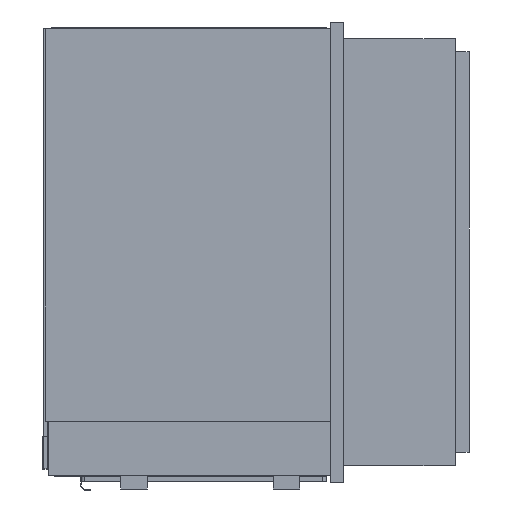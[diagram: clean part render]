
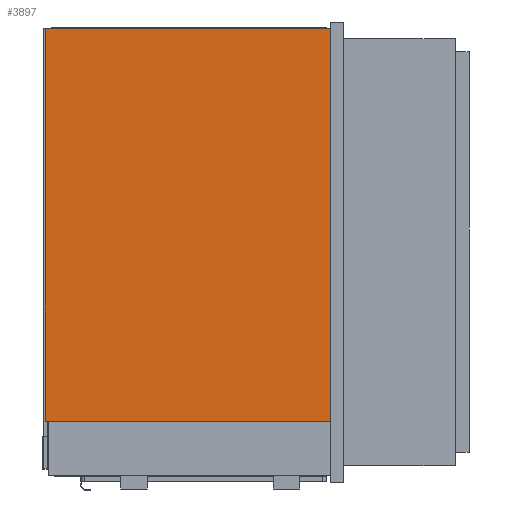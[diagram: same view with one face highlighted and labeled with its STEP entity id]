
A CAD part, left-side view. The second image highlights one B-rep face of the part: STEP entity #3897.
In plain terms, the highlighted planar face has unit normal (-1, 0, 0).
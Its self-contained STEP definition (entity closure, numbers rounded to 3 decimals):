
#532 = CARTESIAN_POINT ( 'NONE',  ( -555., 430., -255.5 ) ) ;
#589 = VERTEX_POINT ( 'NONE', #2236 ) ;
#714 = VECTOR ( 'NONE', #2281, 1000. ) ;
#740 = AXIS2_PLACEMENT_3D ( 'NONE', #7204, #5086, #4389 ) ;
#1188 = EDGE_CURVE ( 'NONE', #2890, #589, #3474, .T. ) ;
#1445 = CARTESIAN_POINT ( 'NONE',  ( -555., 0., -255.5 ) ) ;
#1681 = EDGE_CURVE ( 'NONE', #8001, #2379, #1936, .T. ) ;
#1723 = EDGE_LOOP ( 'NONE', ( #3966, #3553, #3918, #8608 ) ) ;
#1759 = FACE_OUTER_BOUND ( 'NONE', #1723, .T. ) ;
#1936 = LINE ( 'NONE', #7849, #3204 ) ;
#1990 = VECTOR ( 'NONE', #5656, 1000. ) ;
#2236 = CARTESIAN_POINT ( 'NONE',  ( -555., 0., 337.5 ) ) ;
#2281 = DIRECTION ( 'NONE',  ( 0., 0., -1. ) ) ;
#2379 = VERTEX_POINT ( 'NONE', #1445 ) ;
#2890 = VERTEX_POINT ( 'NONE', #3640 ) ;
#2892 = DIRECTION ( 'NONE',  ( 0., -1., 0. ) ) ;
#3204 = VECTOR ( 'NONE', #8511, 1000. ) ;
#3474 = LINE ( 'NONE', #3624, #8651 ) ;
#3553 = ORIENTED_EDGE ( 'NONE', *, *, #4317, .F. ) ;
#3555 = EDGE_CURVE ( 'NONE', #2890, #8001, #7923, .T. ) ;
#3624 = CARTESIAN_POINT ( 'NONE',  ( -555., 430., 337.5 ) ) ;
#3640 = CARTESIAN_POINT ( 'NONE',  ( -555., 430., 337.5 ) ) ;
#3897 = ADVANCED_FACE ( 'NONE', ( #1759 ), #4419, .F. ) ;
#3918 = ORIENTED_EDGE ( 'NONE', *, *, #1188, .F. ) ;
#3966 = ORIENTED_EDGE ( 'NONE', *, *, #1681, .T. ) ;
#4317 = EDGE_CURVE ( 'NONE', #589, #2379, #6492, .T. ) ;
#4389 = DIRECTION ( 'NONE',  ( 0., 0., -1. ) ) ;
#4419 = PLANE ( 'NONE',  #740 ) ;
#4980 = CARTESIAN_POINT ( 'NONE',  ( -555., 430., 337.5 ) ) ;
#5086 = DIRECTION ( 'NONE',  ( 1., 0., 0. ) ) ;
#5656 = DIRECTION ( 'NONE',  ( 0., 0., -1. ) ) ;
#6375 = CARTESIAN_POINT ( 'NONE',  ( -555., 0., 337.5 ) ) ;
#6492 = LINE ( 'NONE', #6375, #714 ) ;
#7204 = CARTESIAN_POINT ( 'NONE',  ( -555., 430., 337.5 ) ) ;
#7849 = CARTESIAN_POINT ( 'NONE',  ( -555., 430., -255.5 ) ) ;
#7923 = LINE ( 'NONE', #4980, #1990 ) ;
#8001 = VERTEX_POINT ( 'NONE', #532 ) ;
#8511 = DIRECTION ( 'NONE',  ( 0., -1., 0. ) ) ;
#8608 = ORIENTED_EDGE ( 'NONE', *, *, #3555, .T. ) ;
#8651 = VECTOR ( 'NONE', #2892, 1000. ) ;
